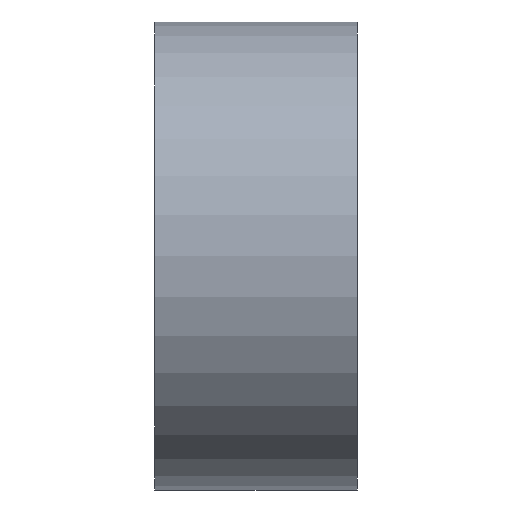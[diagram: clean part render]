
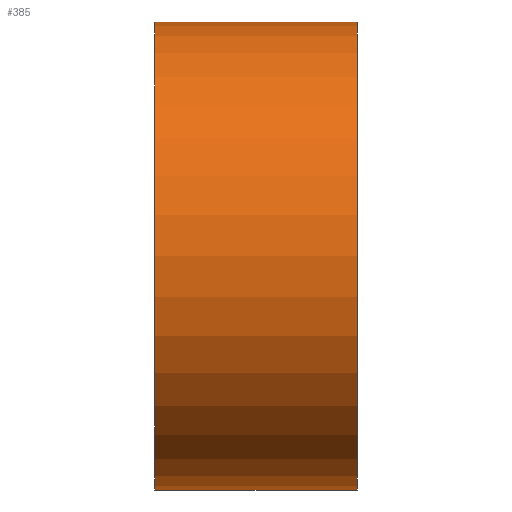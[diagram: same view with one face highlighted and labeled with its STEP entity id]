
A CAD part, left-side view. The second image highlights one B-rep face of the part: STEP entity #385.
In plain terms, the highlighted cylindrical face has radius 12.7 mm (diameter 25.4 mm), a partial arc.
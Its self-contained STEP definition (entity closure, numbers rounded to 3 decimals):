
#6 = CIRCLE ( 'NONE', #324, 12.7 ) ;
#13 = VERTEX_POINT ( 'NONE', #104 ) ;
#16 = CARTESIAN_POINT ( 'NONE',  ( 0., 60.021, 0. ) ) ;
#17 = DIRECTION ( 'NONE',  ( 0., 1., 0. ) ) ;
#22 = AXIS2_PLACEMENT_3D ( 'NONE', #399, #17, #184 ) ;
#24 = ORIENTED_EDGE ( 'NONE', *, *, #341, .T. ) ;
#36 = CARTESIAN_POINT ( 'NONE',  ( 0., 60.021, 12.7 ) ) ;
#38 = CARTESIAN_POINT ( 'NONE',  ( 0., 11., 0. ) ) ;
#61 = VERTEX_POINT ( 'NONE', #230 ) ;
#63 = LINE ( 'NONE', #386, #281 ) ;
#70 = VERTEX_POINT ( 'NONE', #101 ) ;
#94 = VECTOR ( 'NONE', #298, 1000. ) ;
#101 = CARTESIAN_POINT ( 'NONE',  ( 0., 11., 12.7 ) ) ;
#104 = CARTESIAN_POINT ( 'NONE',  ( 0., 0., 12.7 ) ) ;
#107 = DIRECTION ( 'NONE',  ( 0., 1., 0. ) ) ;
#114 = DIRECTION ( 'NONE',  ( 0., 0., 1. ) ) ;
#126 = EDGE_LOOP ( 'NONE', ( #425, #24, #144, #268 ) ) ;
#144 = ORIENTED_EDGE ( 'NONE', *, *, #270, .T. ) ;
#154 = EDGE_CURVE ( 'NONE', #61, #70, #6, .T. ) ;
#184 = DIRECTION ( 'NONE',  ( 0., 0., 1. ) ) ;
#203 = AXIS2_PLACEMENT_3D ( 'NONE', #16, #405, #114 ) ;
#230 = CARTESIAN_POINT ( 'NONE',  ( 0., 11., -12.7 ) ) ;
#236 = VERTEX_POINT ( 'NONE', #253 ) ;
#253 = CARTESIAN_POINT ( 'NONE',  ( 0., 0., -12.7 ) ) ;
#268 = ORIENTED_EDGE ( 'NONE', *, *, #154, .F. ) ;
#270 = EDGE_CURVE ( 'NONE', #13, #70, #355, .T. ) ;
#275 = EDGE_CURVE ( 'NONE', #236, #61, #63, .T. ) ;
#281 = VECTOR ( 'NONE', #344, 1000. ) ;
#282 = CYLINDRICAL_SURFACE ( 'NONE', #203, 12.7 ) ;
#292 = FACE_OUTER_BOUND ( 'NONE', #126, .T. ) ;
#295 = CIRCLE ( 'NONE', #22, 12.7 ) ;
#298 = DIRECTION ( 'NONE',  ( 0., 1., 0. ) ) ;
#324 = AXIS2_PLACEMENT_3D ( 'NONE', #38, #107, #420 ) ;
#341 = EDGE_CURVE ( 'NONE', #236, #13, #295, .T. ) ;
#344 = DIRECTION ( 'NONE',  ( 0., 1., 0. ) ) ;
#355 = LINE ( 'NONE', #36, #94 ) ;
#385 = ADVANCED_FACE ( 'NONE', ( #292 ), #282, .T. ) ;
#386 = CARTESIAN_POINT ( 'NONE',  ( 0., 60.021, -12.7 ) ) ;
#399 = CARTESIAN_POINT ( 'NONE',  ( 0., 0., 0. ) ) ;
#405 = DIRECTION ( 'NONE',  ( 0., 1., 0. ) ) ;
#420 = DIRECTION ( 'NONE',  ( 0., 0., 1. ) ) ;
#425 = ORIENTED_EDGE ( 'NONE', *, *, #275, .F. ) ;
